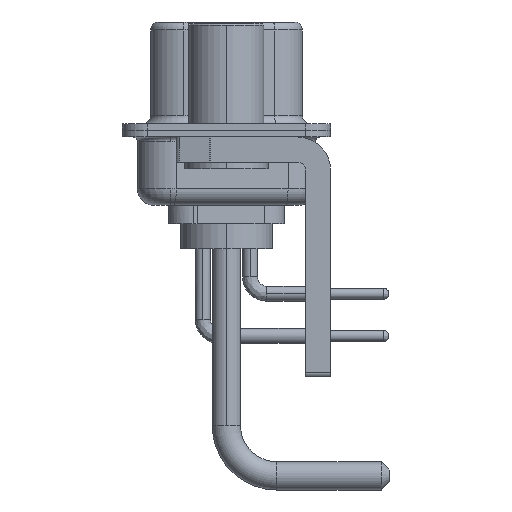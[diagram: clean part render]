
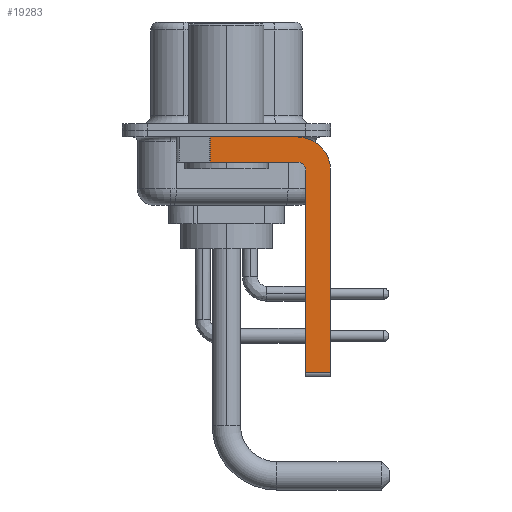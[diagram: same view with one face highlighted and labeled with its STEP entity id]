
A CAD part, left-side view. The second image highlights one B-rep face of the part: STEP entity #19283.
In plain terms, the highlighted planar face has unit normal (-1, 0, 0).
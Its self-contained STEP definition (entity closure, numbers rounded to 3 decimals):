
#118 = CARTESIAN_POINT ( 'NONE',  ( -2.9, 0.978, -1.9 ) ) ;
#289 = EDGE_CURVE ( 'NONE', #21586, #18036, #19474, .T. ) ;
#318 = DIRECTION ( 'NONE',  ( 1., 0., 0. ) ) ;
#645 = LINE ( 'NONE', #23742, #26843 ) ;
#1977 = DIRECTION ( 'NONE',  ( 1., 0., 0. ) ) ;
#2274 = PLANE ( 'NONE',  #26906 ) ;
#2370 = LINE ( 'NONE', #6399, #16474 ) ;
#2472 = VERTEX_POINT ( 'NONE', #12659 ) ;
#3408 = CARTESIAN_POINT ( 'NONE',  ( -2.9, -4.75, -2.4 ) ) ;
#3532 = DIRECTION ( 'NONE',  ( -1., 0., 0. ) ) ;
#3694 = CARTESIAN_POINT ( 'NONE',  ( -2.9, -4.25, -1.9 ) ) ;
#3956 = CIRCLE ( 'NONE', #4441, 0.5 ) ;
#4131 = FACE_OUTER_BOUND ( 'NONE', #15930, .T. ) ;
#4243 = CARTESIAN_POINT ( 'NONE',  ( -2.9, 3., -0.4 ) ) ;
#4366 = VERTEX_POINT ( 'NONE', #24121 ) ;
#4441 = AXIS2_PLACEMENT_3D ( 'NONE', #22317, #3532, #15246 ) ;
#4698 = EDGE_CURVE ( 'NONE', #18066, #22357, #2370, .T. ) ;
#5564 = VECTOR ( 'NONE', #8831, 1000. ) ;
#6399 = CARTESIAN_POINT ( 'NONE',  ( -2.9, -4.25, -1.9 ) ) ;
#6874 = ORIENTED_EDGE ( 'NONE', *, *, #18015, .T. ) ;
#7241 = EDGE_CURVE ( 'NONE', #4366, #11981, #15964, .T. ) ;
#7572 = DIRECTION ( 'NONE',  ( 0., 0., -1. ) ) ;
#7719 = DIRECTION ( 'NONE',  ( 0., -1., 0. ) ) ;
#7882 = CARTESIAN_POINT ( 'NONE',  ( -2.9, -4.25, -14.55 ) ) ;
#8605 = VECTOR ( 'NONE', #26840, 1000. ) ;
#8797 = VECTOR ( 'NONE', #15508, 1000. ) ;
#8831 = DIRECTION ( 'NONE',  ( 0., 0., -1. ) ) ;
#9945 = CARTESIAN_POINT ( 'NONE',  ( -2.9, -4.75, -14.55 ) ) ;
#10382 = CARTESIAN_POINT ( 'NONE',  ( -2.9, -4.75, -14.8 ) ) ;
#11618 = EDGE_CURVE ( 'NONE', #11981, #25350, #21421, .T. ) ;
#11981 = VERTEX_POINT ( 'NONE', #21221 ) ;
#12659 = CARTESIAN_POINT ( 'NONE',  ( -2.9, -6.25, -14.55 ) ) ;
#13011 = ORIENTED_EDGE ( 'NONE', *, *, #11618, .F. ) ;
#13266 = CARTESIAN_POINT ( 'NONE',  ( -2.9, -6.25, -2.4 ) ) ;
#13523 = CARTESIAN_POINT ( 'NONE',  ( -2.9, -4.25, -2.4 ) ) ;
#15119 = ORIENTED_EDGE ( 'NONE', *, *, #289, .F. ) ;
#15246 = DIRECTION ( 'NONE',  ( 0., 0., 1. ) ) ;
#15508 = DIRECTION ( 'NONE',  ( 0., -1., 0. ) ) ;
#15605 = CARTESIAN_POINT ( 'NONE',  ( -2.9, -6.25, -2.4 ) ) ;
#15798 = DIRECTION ( 'NONE',  ( 0., 1., 0. ) ) ;
#15930 = EDGE_LOOP ( 'NONE', ( #19901, #19603, #28543, #24224, #15119, #6874, #29916, #13011 ) ) ;
#15964 = LINE ( 'NONE', #4243, #8797 ) ;
#16474 = VECTOR ( 'NONE', #15798, 1000. ) ;
#17498 = VECTOR ( 'NONE', #7719, 1000. ) ;
#17572 = LINE ( 'NONE', #7882, #17498 ) ;
#17868 = EDGE_CURVE ( 'NONE', #4366, #22357, #645, .T. ) ;
#18015 = EDGE_CURVE ( 'NONE', #21586, #2472, #17572, .T. ) ;
#18036 = VERTEX_POINT ( 'NONE', #3408 ) ;
#18066 = VERTEX_POINT ( 'NONE', #3694 ) ;
#18484 = AXIS2_PLACEMENT_3D ( 'NONE', #25877, #318, #26031 ) ;
#19283 = ADVANCED_FACE ( 'NONE', ( #4131 ), #2274, .F. ) ;
#19474 = LINE ( 'NONE', #10382, #8605 ) ;
#19603 = ORIENTED_EDGE ( 'NONE', *, *, #17868, .T. ) ;
#19901 = ORIENTED_EDGE ( 'NONE', *, *, #7241, .F. ) ;
#21221 = CARTESIAN_POINT ( 'NONE',  ( -2.9, -4.25, -0.4 ) ) ;
#21421 = CIRCLE ( 'NONE', #18484, 2. ) ;
#21586 = VERTEX_POINT ( 'NONE', #9945 ) ;
#22317 = CARTESIAN_POINT ( 'NONE',  ( -2.9, -4.25, -2.4 ) ) ;
#22357 = VERTEX_POINT ( 'NONE', #118 ) ;
#23742 = CARTESIAN_POINT ( 'NONE',  ( -2.9, 0.978, -1.9 ) ) ;
#24121 = CARTESIAN_POINT ( 'NONE',  ( -2.9, 0.978, -0.4 ) ) ;
#24224 = ORIENTED_EDGE ( 'NONE', *, *, #24600, .F. ) ;
#24600 = EDGE_CURVE ( 'NONE', #18036, #18066, #3956, .T. ) ;
#25350 = VERTEX_POINT ( 'NONE', #13266 ) ;
#25692 = DIRECTION ( 'NONE',  ( 0., 0., -1. ) ) ;
#25877 = CARTESIAN_POINT ( 'NONE',  ( -2.9, -4.25, -2.4 ) ) ;
#26031 = DIRECTION ( 'NONE',  ( 0., 0., -1. ) ) ;
#26840 = DIRECTION ( 'NONE',  ( 0., 0., 1. ) ) ;
#26843 = VECTOR ( 'NONE', #7572, 1000. ) ;
#26906 = AXIS2_PLACEMENT_3D ( 'NONE', #13523, #1977, #25692 ) ;
#27257 = EDGE_CURVE ( 'NONE', #25350, #2472, #29754, .T. ) ;
#28543 = ORIENTED_EDGE ( 'NONE', *, *, #4698, .F. ) ;
#29754 = LINE ( 'NONE', #15605, #5564 ) ;
#29916 = ORIENTED_EDGE ( 'NONE', *, *, #27257, .F. ) ;
